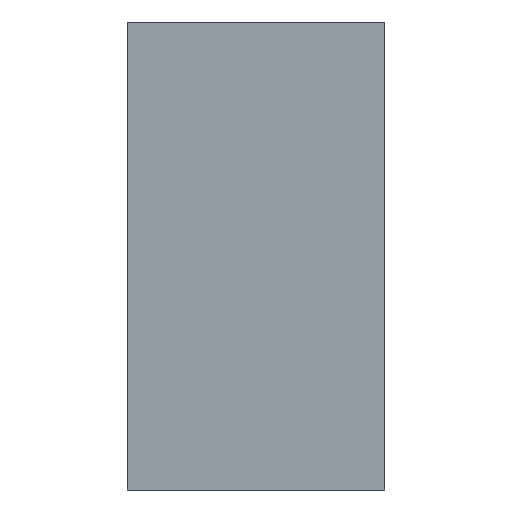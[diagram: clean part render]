
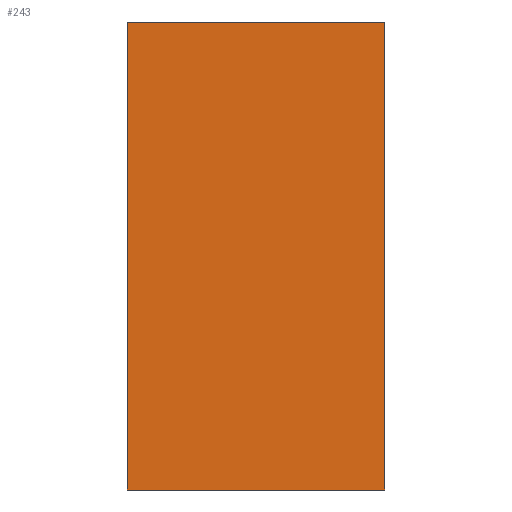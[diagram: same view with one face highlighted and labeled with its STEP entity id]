
A CAD part, left-side view. The second image highlights one B-rep face of the part: STEP entity #243.
In plain terms, the highlighted planar face has unit normal (-1, 0, 0).
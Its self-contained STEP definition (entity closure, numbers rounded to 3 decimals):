
#41=FACE_OUTER_BOUND('',#55,.T.);
#55=EDGE_LOOP('',(#166,#167,#168,#169));
#69=LINE('',#382,#86);
#72=LINE('',#388,#89);
#73=LINE('',#390,#90);
#74=LINE('',#391,#91);
#86=VECTOR('',#310,10.);
#89=VECTOR('',#315,10.);
#90=VECTOR('',#316,10.);
#91=VECTOR('',#317,10.);
#103=VERTEX_POINT('',#379);
#104=VERTEX_POINT('',#381);
#106=VERTEX_POINT('',#387);
#107=VERTEX_POINT('',#389);
#127=EDGE_CURVE('',#104,#103,#69,.T.);
#130=EDGE_CURVE('',#103,#106,#72,.T.);
#131=EDGE_CURVE('',#107,#106,#73,.T.);
#132=EDGE_CURVE('',#107,#104,#74,.T.);
#166=ORIENTED_EDGE('',*,*,#130,.T.);
#167=ORIENTED_EDGE('',*,*,#131,.F.);
#168=ORIENTED_EDGE('',*,*,#132,.T.);
#169=ORIENTED_EDGE('',*,*,#127,.T.);
#235=PLANE('',#280);
#243=ADVANCED_FACE('',(#41),#235,.T.);
#280=AXIS2_PLACEMENT_3D('',#386,#313,#314);
#310=DIRECTION('',(0.,1.,0.));
#313=DIRECTION('center_axis',(-1.,0.,0.));
#314=DIRECTION('ref_axis',(0.,0.,1.));
#315=DIRECTION('',(0.,0.,-1.));
#316=DIRECTION('',(0.,1.,0.));
#317=DIRECTION('',(0.,0.,1.));
#379=CARTESIAN_POINT('',(-48.868,11.,-5.));
#381=CARTESIAN_POINT('',(-48.868,0.,-5.));
#382=CARTESIAN_POINT('',(-48.868,0.,-5.));
#386=CARTESIAN_POINT('Origin',(-48.868,0.,-25.));
#387=CARTESIAN_POINT('',(-48.868,11.,-25.));
#388=CARTESIAN_POINT('',(-48.868,11.,-20.));
#389=CARTESIAN_POINT('',(-48.868,0.,-25.));
#390=CARTESIAN_POINT('',(-48.868,0.,-25.));
#391=CARTESIAN_POINT('',(-48.868,0.,-12.5));
